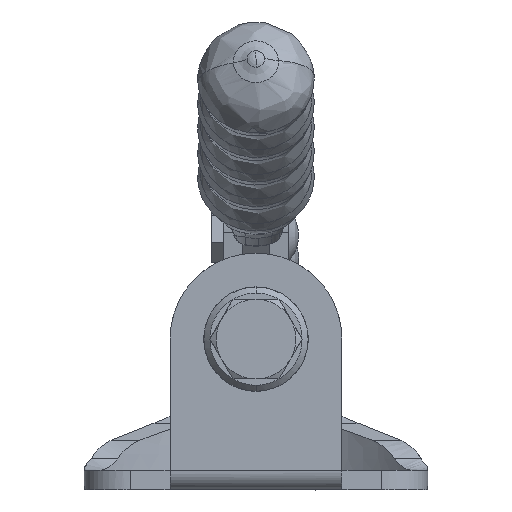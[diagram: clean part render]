
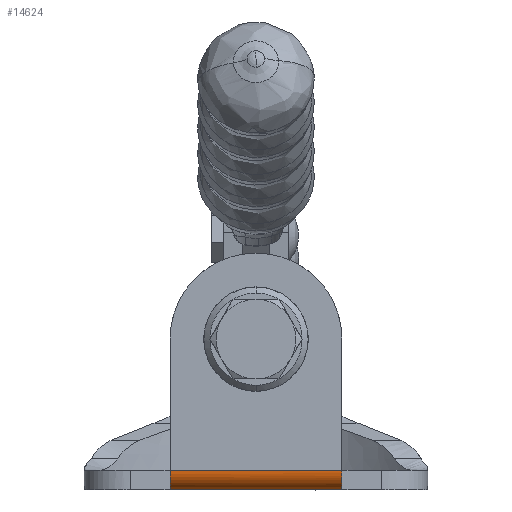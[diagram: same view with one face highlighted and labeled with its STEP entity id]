
A CAD part, front view. The second image highlights one B-rep face of the part: STEP entity #14624.
In plain terms, the highlighted face is a revolution surface.
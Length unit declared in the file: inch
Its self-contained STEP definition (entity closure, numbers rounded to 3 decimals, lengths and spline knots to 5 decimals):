
#9315=VERTEX_POINT('',#25411);
#11509=VERTEX_POINT('',#27705);
#12570=EDGE_CURVE('',#11509,#9315,#28809,.F.);
#14624=ADVANCED_FACE('',(#30974),#30975,.F.);
#14650=EDGE_CURVE('',#23698,#9315,#31001,.T.);
#15745=EDGE_CURVE('',#21144,#11509,#32140,.T.);
#21144=VERTEX_POINT('',#37780);
#23698=VERTEX_POINT('',#40459);
#23773=EDGE_CURVE('',#23698,#21144,#40538,.F.);
#25411=CARTESIAN_POINT('',(0.55118,-1.25201,0.));
#27705=CARTESIAN_POINT('',(0.55118,-1.37799,0.12598));
#28809=B_SPLINE_CURVE_WITH_KNOTS('',3,(#50706,#50707,#50708,#50709,#50710,#50711,#50712,#50713,#50714,#50715,#50716,#50717,#50718,#50719,#50720,#50721,#50722,#50723,#50724,#50725),.UNSPECIFIED.,.F.,.F.,(4,2,2,2,2,2,2,2,2,4),(-0.43896,-0.39372,-0.34451,-0.29529,-0.24608,-0.19686,-0.14765,-0.09843,-0.04922,-0.0),.UNSPECIFIED.);
#30974=FACE_OUTER_BOUND('',#55360,.T.);
#30975=SURFACE_OF_REVOLUTION('',#55361,#55362);
#31001=LINE('',#55388,#55389);
#32140=LINE('',#57783,#57784);
#37780=CARTESIAN_POINT('',(-0.55118,-1.37799,0.12598));
#40459=CARTESIAN_POINT('',(-0.55118,-1.25201,0.));
#40538=CIRCLE('',#77682,0.12598);
#50706=CARTESIAN_POINT('',(0.55118,-1.2312,0.00173));
#50707=CARTESIAN_POINT('',(0.55118,-1.24607,-0.00076));
#50708=CARTESIAN_POINT('',(0.55118,-1.26127,-0.00056));
#50709=CARTESIAN_POINT('',(0.55118,-1.29217,0.00545));
#50710=CARTESIAN_POINT('',(0.55118,-1.30751,0.0117));
#50711=CARTESIAN_POINT('',(0.55118,-1.33493,0.02973));
#50712=CARTESIAN_POINT('',(0.55118,-1.34674,0.04133));
#50713=CARTESIAN_POINT('',(0.55118,-1.36526,0.06841));
#50714=CARTESIAN_POINT('',(0.55118,-1.37179,0.08364));
#50715=CARTESIAN_POINT('',(0.55118,-1.37864,0.11572));
#50716=CARTESIAN_POINT('',(0.55118,-1.3789,0.13228));
#50717=CARTESIAN_POINT('',(0.55118,-1.37305,0.16457));
#50718=CARTESIAN_POINT('',(0.55118,-1.36701,0.17998));
#50719=CARTESIAN_POINT('',(0.55118,-1.34934,0.20763));
#50720=CARTESIAN_POINT('',(0.55118,-1.3379,0.2196));
#50721=CARTESIAN_POINT('',(0.55118,-1.31106,0.23847));
#50722=CARTESIAN_POINT('',(0.55118,-1.29592,0.2452));
#50723=CARTESIAN_POINT('',(0.55118,-1.26393,0.25247));
#50724=CARTESIAN_POINT('',(0.55118,-1.24737,0.25295));
#50725=CARTESIAN_POINT('',(0.55118,-1.2312,0.25024));
#55360=EDGE_LOOP('',(#85992,#85993,#85994,#85995));
#55361=B_SPLINE_CURVE_WITH_KNOTS('',1,(#85996,#85997,#85998),.UNSPECIFIED.,.F.,.F.,(2,1,2),(-0.00816,0.0,1.0),.UNSPECIFIED.);
#55362=AXIS1_PLACEMENT('',#85999,#86000);
#55388=CARTESIAN_POINT('',(-0.55118,-1.25201,0.));
#55389=VECTOR('',#86010,1.10236);
#57783=CARTESIAN_POINT('',(-0.55118,-1.37799,0.12598));
#57784=VECTOR('',#87128,1.10236);
#77682=AXIS2_PLACEMENT_3D('',#96455,#96456,#96457);
#85992=ORIENTED_EDGE('',*,*,#12570,.F.);
#85993=ORIENTED_EDGE('',*,*,#15745,.F.);
#85994=ORIENTED_EDGE('',*,*,#23773,.F.);
#85995=ORIENTED_EDGE('',*,*,#14650,.T.);
#85996=CARTESIAN_POINT('',(0.56018,-1.37799,0.12598));
#85997=CARTESIAN_POINT('',(0.55118,-1.37799,0.12598));
#85998=CARTESIAN_POINT('',(-0.55118,-1.37799,0.12598));
#85999=CARTESIAN_POINT('',(0.56018,-1.25201,0.12598));
#86000=DIRECTION('',(1.0,0.,0.));
#86010=DIRECTION('',(1.0,0.,0.));
#87128=DIRECTION('',(1.0,0.,0.));
#96455=CARTESIAN_POINT('',(-0.55118,-1.25201,0.12598));
#96456=DIRECTION('',(1.0,0.,0.));
#96457=DIRECTION('',(0.,-1.0,0.0));
